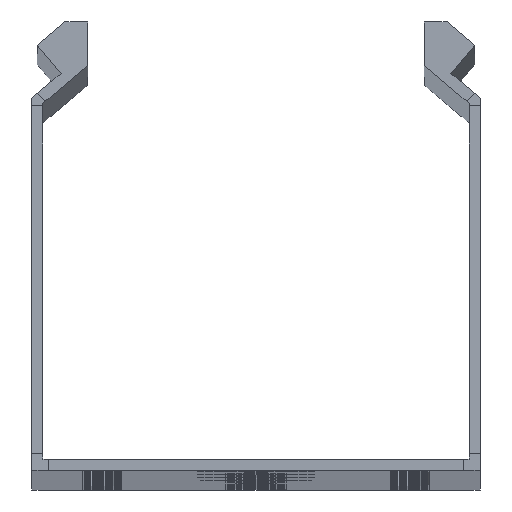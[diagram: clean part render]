
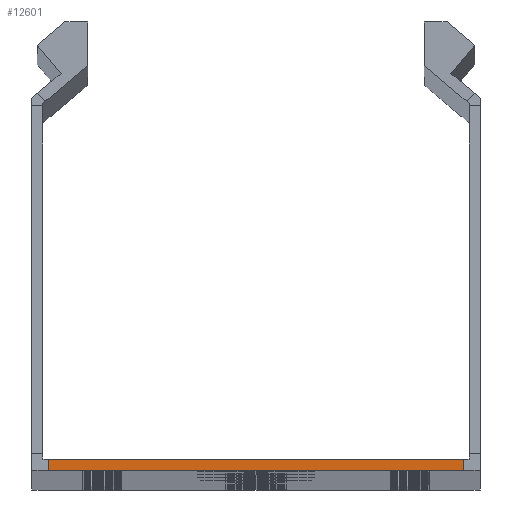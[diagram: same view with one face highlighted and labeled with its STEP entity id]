
A CAD part, top view. The second image highlights one B-rep face of the part: STEP entity #12601.
In plain terms, the highlighted planar face has unit normal (0, 0, 1).
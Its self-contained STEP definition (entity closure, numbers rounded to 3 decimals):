
#6427 = DIRECTION ( 'NONE',  ( 1., 0., 0. ) ) ;
#6572 = PLANE ( 'NONE',  #8525 ) ;
#6972 = EDGE_CURVE ( 'NONE', #15016, #45016, #10789, .T. ) ;
#7947 = CARTESIAN_POINT ( 'NONE',  ( -40., 2., 1000. ) ) ;
#8525 = AXIS2_PLACEMENT_3D ( 'NONE', #34579, #16920, #6427 ) ;
#9118 = CARTESIAN_POINT ( 'NONE',  ( -37., 0., 1000. ) ) ;
#10789 = LINE ( 'NONE', #33039, #20653 ) ;
#12298 = ORIENTED_EDGE ( 'NONE', *, *, #6972, .T. ) ;
#12601 = ADVANCED_FACE ( 'NONE', ( #34685 ), #6572, .T. ) ;
#15016 = VERTEX_POINT ( 'NONE', #16477 ) ;
#15450 = DIRECTION ( 'NONE',  ( -1., 0., 0. ) ) ;
#16025 = ORIENTED_EDGE ( 'NONE', *, *, #25968, .T. ) ;
#16477 = CARTESIAN_POINT ( 'NONE',  ( -37., 2., 1000. ) ) ;
#16920 = DIRECTION ( 'NONE',  ( 0., 0., 1. ) ) ;
#20653 = VECTOR ( 'NONE', #32429, 1000. ) ;
#21124 = CARTESIAN_POINT ( 'NONE',  ( 37., 2., 1000. ) ) ;
#21277 = VERTEX_POINT ( 'NONE', #35326 ) ;
#21715 = VECTOR ( 'NONE', #33018, 1000. ) ;
#22071 = ORIENTED_EDGE ( 'NONE', *, *, #27876, .F. ) ;
#22646 = EDGE_CURVE ( 'NONE', #44668, #15016, #31058, .T. ) ;
#25968 = EDGE_CURVE ( 'NONE', #21277, #44668, #39750, .T. ) ;
#27134 = LINE ( 'NONE', #36535, #34305 ) ;
#27876 = EDGE_CURVE ( 'NONE', #21277, #45016, #27134, .T. ) ;
#28066 = CARTESIAN_POINT ( 'NONE',  ( 37., 0., 1000. ) ) ;
#31058 = LINE ( 'NONE', #7947, #21715 ) ;
#32429 = DIRECTION ( 'NONE',  ( 0., -1., 0. ) ) ;
#33018 = DIRECTION ( 'NONE',  ( -1., 0., 0. ) ) ;
#33039 = CARTESIAN_POINT ( 'NONE',  ( -37., 2., 1000. ) ) ;
#34305 = VECTOR ( 'NONE', #15450, 1000. ) ;
#34579 = CARTESIAN_POINT ( 'NONE',  ( 38., 3., 1000. ) ) ;
#34664 = EDGE_LOOP ( 'NONE', ( #22071, #16025, #41319, #12298 ) ) ;
#34685 = FACE_OUTER_BOUND ( 'NONE', #34664, .T. ) ;
#34712 = DIRECTION ( 'NONE',  ( 0., 1., 0. ) ) ;
#35326 = CARTESIAN_POINT ( 'NONE',  ( 37., 0., 1000. ) ) ;
#35374 = VECTOR ( 'NONE', #34712, 1000. ) ;
#36535 = CARTESIAN_POINT ( 'NONE',  ( -40., 0., 1000. ) ) ;
#39750 = LINE ( 'NONE', #28066, #35374 ) ;
#41319 = ORIENTED_EDGE ( 'NONE', *, *, #22646, .T. ) ;
#44668 = VERTEX_POINT ( 'NONE', #21124 ) ;
#45016 = VERTEX_POINT ( 'NONE', #9118 ) ;
